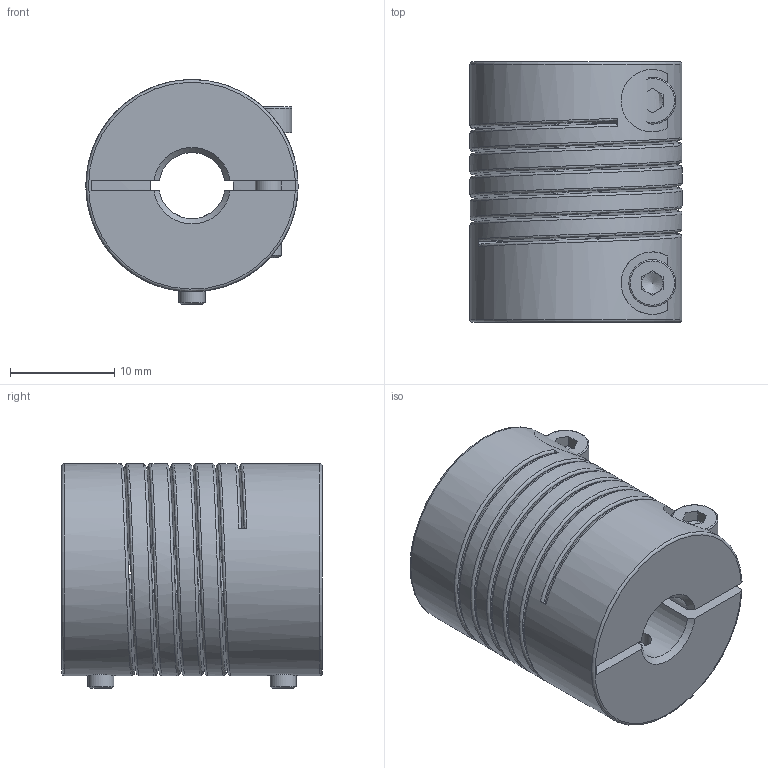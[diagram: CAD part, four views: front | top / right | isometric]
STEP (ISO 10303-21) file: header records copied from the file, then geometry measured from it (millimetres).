
FILE_DESCRIPTION(/* description */ ('Acoplamento Flexível Ø3.65mm × Ø8.00mm'),/* implementation_level */ '2;1');
FILE_NAME(/* name */ 'Acoplamento Flexível Ø3,65mm × Ø8.00mm.stp',/* time_stamp */ '2017-08-30T19:32:14-03:00',/* author */ ('PROJETOS_MTS'),/* organization */ (''),/* preprocessor_version */ 'ST-DEVELOPER v16.1',/* originating_system */ 'Autodesk Inventor 2016',/* authorisation */ '');
FILE_SCHEMA (('AUTOMOTIVE_DESIGN { 1 0 10303 214 3 1 1 }'));
Length unit declared in the file: millimetre
Products named in the file (1): Acoplamento Flexível Ø3,65mm × Ø8.00mm
Bounding box: 20.35 x 25 x 21.56 mm (x, y, z)
Volume: 6388.5 mm3; surface area: 6621.8 mm2
Topology: 5 solids, 5 shells, 117 faces, 275 edges, 177 vertices
Faces by surface type: plane 62, cylinder 25, cone 14, bspline 10, torus 6
Full cylindrical faces by diameter (mm): 2.05 x2, 2.5 x6, 2.9 x2, 4.5 x2
Entity records: 10260 total; most frequent: CARTESIAN_POINT 7730, ORIENTED_EDGE 480, DIRECTION 444, EDGE_CURVE 240, VERTEX_POINT 166, AXIS2_PLACEMENT_3D 159, EDGE_LOOP 152, LINE 126
